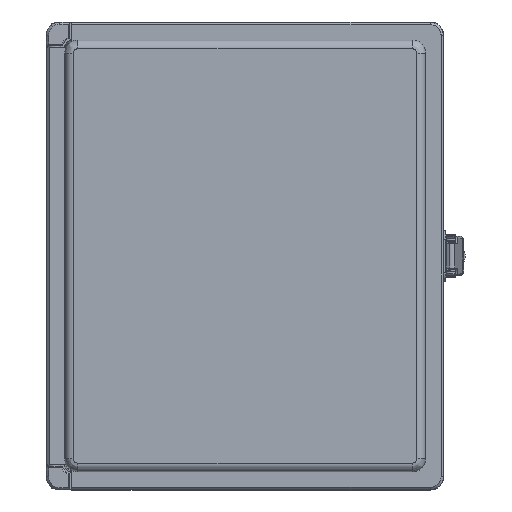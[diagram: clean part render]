
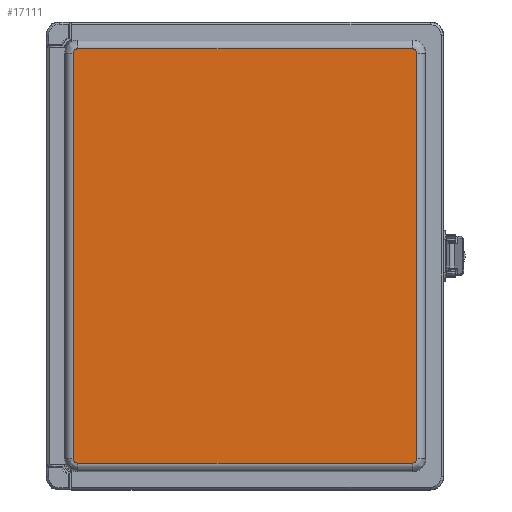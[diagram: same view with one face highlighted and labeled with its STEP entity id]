
A CAD part, top view. The second image highlights one B-rep face of the part: STEP entity #17111.
In plain terms, the highlighted planar face has unit normal (0, 0, 1).
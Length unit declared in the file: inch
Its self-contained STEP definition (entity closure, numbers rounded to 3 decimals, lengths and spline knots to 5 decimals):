
#1645=LINE($,#35566,#2895);
#1647=LINE($,#35601,#2897);
#1649=LINE($,#35605,#2899);
#1650=LINE($,#35636,#2900);
#2895=VECTOR($,#23792,9.45704);
#2897=VECTOR($,#23812,11.45704);
#2899=VECTOR($,#23816,11.45704);
#2900=VECTOR($,#23833,9.45704);
#4585=FACE_OUTER_BOUND($,#5777,.T.);
#5777=EDGE_LOOP($,(#14846,#14847,#14848,#14849,#14850,#14851,#14852,#14853));
#6789=CIRCLE($,#19019,0.12012);
#6791=CIRCLE($,#19021,0.12012);
#6797=CIRCLE($,#19029,0.12012);
#6799=CIRCLE($,#19031,0.12012);
#8285=VERTEX_POINT($,#35563);
#8286=VERTEX_POINT($,#35565);
#8289=VERTEX_POINT($,#35580);
#8290=VERTEX_POINT($,#35593);
#8292=VERTEX_POINT($,#35599);
#8293=VERTEX_POINT($,#35604);
#8295=VERTEX_POINT($,#35617);
#8296=VERTEX_POINT($,#35630);
#10529=EDGE_CURVE($,#8285,#8286,#1645,.T.);
#10533=EDGE_CURVE($,#8289,#8285,#6789,.T.);
#10535=EDGE_CURVE($,#8286,#8290,#6791,.T.);
#10539=EDGE_CURVE($,#8292,#8289,#1647,.T.);
#10541=EDGE_CURVE($,#8290,#8293,#1649,.T.);
#10544=EDGE_CURVE($,#8295,#8292,#6797,.T.);
#10546=EDGE_CURVE($,#8293,#8296,#6799,.T.);
#10549=EDGE_CURVE($,#8296,#8295,#1650,.T.);
#14846=ORIENTED_EDGE($,*,*,#10529,.F.);
#14847=ORIENTED_EDGE($,*,*,#10533,.F.);
#14848=ORIENTED_EDGE($,*,*,#10539,.F.);
#14849=ORIENTED_EDGE($,*,*,#10544,.F.);
#14850=ORIENTED_EDGE($,*,*,#10549,.F.);
#14851=ORIENTED_EDGE($,*,*,#10546,.F.);
#14852=ORIENTED_EDGE($,*,*,#10541,.F.);
#14853=ORIENTED_EDGE($,*,*,#10535,.F.);
#16207=PLANE($,#19035);
#17111=ADVANCED_FACE($,(#4585),#16207,.T.);
#19019=AXIS2_PLACEMENT_3D($,#35582,#23798,#23799);
#19021=AXIS2_PLACEMENT_3D($,#35594,#23802,#23803);
#19029=AXIS2_PLACEMENT_3D($,#35619,#23821,#23822);
#19031=AXIS2_PLACEMENT_3D($,#35631,#23825,#23826);
#19035=AXIS2_PLACEMENT_3D($,#35638,#23835,#23836);
#23792=DIRECTION($,(-1.,0.,0.));
#23798=DIRECTION('center_axis',(0.,0.,-1.));
#23799=DIRECTION('ref_axis',(0.707,-0.707,0.));
#23802=DIRECTION('center_axis',(0.,0.,-1.));
#23803=DIRECTION('ref_axis',(-0.707,-0.707,0.));
#23812=DIRECTION($,(0.,-1.,0.));
#23816=DIRECTION($,(0.,1.,0.));
#23821=DIRECTION('center_axis',(0.,0.,-1.));
#23822=DIRECTION('ref_axis',(0.707,0.707,0.));
#23825=DIRECTION('center_axis',(0.,0.,-1.));
#23826=DIRECTION('ref_axis',(-0.707,0.707,0.));
#23833=DIRECTION($,(1.,0.,0.));
#23835=DIRECTION('center_axis',(0.,0.,1.));
#23836=DIRECTION('ref_axis',(1.,0.,0.));
#35563=CARTESIAN_POINT('',(4.72852,-5.84863,1.));
#35565=CARTESIAN_POINT('',(-4.72852,-5.84863,1.));
#35566=CARTESIAN_POINT($,(4.72852,-5.84863,1.));
#35580=CARTESIAN_POINT('',(4.84863,-5.72852,1.));
#35582=CARTESIAN_POINT('Origin',(4.72852,-5.72852,1.));
#35593=CARTESIAN_POINT('',(-4.84863,-5.72852,1.));
#35594=CARTESIAN_POINT('Origin',(-4.72852,-5.72852,1.));
#35599=CARTESIAN_POINT('',(4.84863,5.72852,1.));
#35601=CARTESIAN_POINT($,(4.84863,5.72852,1.));
#35604=CARTESIAN_POINT('',(-4.84863,5.72852,1.));
#35605=CARTESIAN_POINT($,(-4.84863,-5.72852,1.));
#35617=CARTESIAN_POINT('',(4.72852,5.84863,1.));
#35619=CARTESIAN_POINT('Origin',(4.72852,5.72852,1.));
#35630=CARTESIAN_POINT('',(-4.72852,5.84863,1.));
#35631=CARTESIAN_POINT('Origin',(-4.72852,5.72852,1.));
#35636=CARTESIAN_POINT($,(-4.72852,5.84863,1.));
#35638=CARTESIAN_POINT('Origin',(0.,0.,1.));
